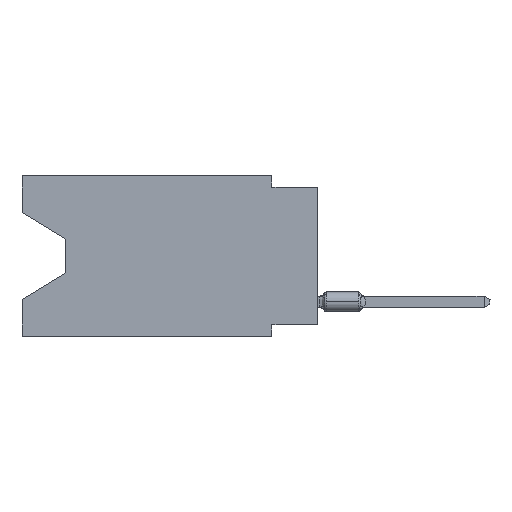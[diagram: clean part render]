
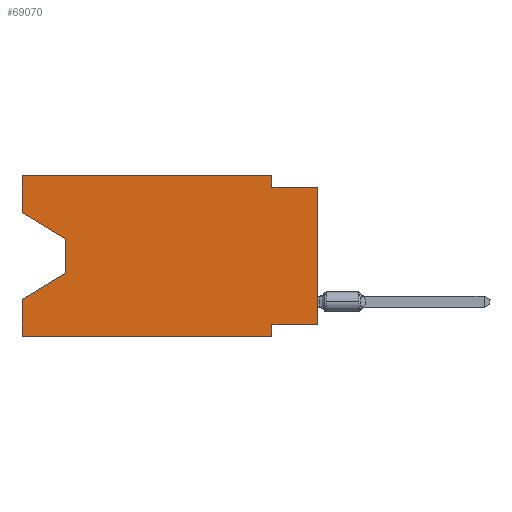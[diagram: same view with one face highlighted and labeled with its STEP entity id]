
A CAD part, left-side view. The second image highlights one B-rep face of the part: STEP entity #69070.
In plain terms, the highlighted planar face has unit normal (-1, 0, 0).
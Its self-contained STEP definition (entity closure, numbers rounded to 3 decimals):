
#733 = CARTESIAN_POINT ( 'NONE',  ( 0., 2.54, 0. ) ) ;
#990 = VERTEX_POINT ( 'NONE', #16333 ) ;
#2555 = CARTESIAN_POINT ( 'NONE',  ( 0., 2.54, -8.89 ) ) ;
#2678 = EDGE_CURVE ( 'NONE', #72080, #71609, #65448, .T. ) ;
#3273 = VECTOR ( 'NONE', #40307, 1000. ) ;
#4226 = VECTOR ( 'NONE', #52350, 1000. ) ;
#4738 = CARTESIAN_POINT ( 'NONE',  ( 0., 16.383, 0. ) ) ;
#5438 = DIRECTION ( 'NONE',  ( 0., 1., 0. ) ) ;
#5651 = VECTOR ( 'NONE', #28959, 1000. ) ;
#6416 = CARTESIAN_POINT ( 'NONE',  ( 0., 16.383, -2.038 ) ) ;
#7382 = EDGE_CURVE ( 'NONE', #59503, #71609, #35070, .T. ) ;
#7789 = CARTESIAN_POINT ( 'NONE',  ( 0., 2.54, -8.255 ) ) ;
#7853 = EDGE_CURVE ( 'NONE', #59491, #12321, #29605, .T. ) ;
#7928 = LINE ( 'NONE', #31189, #37194 ) ;
#8226 = ORIENTED_EDGE ( 'NONE', *, *, #50336, .F. ) ;
#8774 = ORIENTED_EDGE ( 'NONE', *, *, #8858, .T. ) ;
#8858 = EDGE_CURVE ( 'NONE', #47157, #36985, #31969, .T. ) ;
#9705 = DIRECTION ( 'NONE',  ( 1., 0., 0. ) ) ;
#12151 = DIRECTION ( 'NONE',  ( 0., 0., -1. ) ) ;
#12321 = VERTEX_POINT ( 'NONE', #18282 ) ;
#14643 = CARTESIAN_POINT ( 'NONE',  ( 0., 13.97, -5.385 ) ) ;
#15659 = CARTESIAN_POINT ( 'NONE',  ( 0., 16.383, 0. ) ) ;
#15918 = VERTEX_POINT ( 'NONE', #55726 ) ;
#16333 = CARTESIAN_POINT ( 'NONE',  ( 0., 16.383, -2.038 ) ) ;
#16405 = DIRECTION ( 'NONE',  ( 0., 0., 1. ) ) ;
#16854 = DIRECTION ( 'NONE',  ( 0., 0., -1. ) ) ;
#17623 = CARTESIAN_POINT ( 'NONE',  ( 0., 16.383, 0. ) ) ;
#18282 = CARTESIAN_POINT ( 'NONE',  ( 0., 16.383, -6.852 ) ) ;
#18729 = EDGE_CURVE ( 'NONE', #990, #58319, #34784, .T. ) ;
#19976 = ORIENTED_EDGE ( 'NONE', *, *, #61761, .T. ) ;
#20112 = ORIENTED_EDGE ( 'NONE', *, *, #7382, .T. ) ;
#21574 = CARTESIAN_POINT ( 'NONE',  ( 0., 16.383, 0. ) ) ;
#21716 = CARTESIAN_POINT ( 'NONE',  ( 0., 0., -0.635 ) ) ;
#24978 = CARTESIAN_POINT ( 'NONE',  ( 0., 2.54, -8.89 ) ) ;
#25737 = ORIENTED_EDGE ( 'NONE', *, *, #74972, .T. ) ;
#27049 = CARTESIAN_POINT ( 'NONE',  ( 0., 0., -0.635 ) ) ;
#28800 = EDGE_CURVE ( 'NONE', #42421, #36985, #68263, .T. ) ;
#28959 = DIRECTION ( 'NONE',  ( 0., -1., 0. ) ) ;
#29605 = LINE ( 'NONE', #63590, #3273 ) ;
#30095 = EDGE_CURVE ( 'NONE', #48397, #42421, #35059, .T. ) ;
#31175 = VECTOR ( 'NONE', #43434, 1000. ) ;
#31189 = CARTESIAN_POINT ( 'NONE',  ( 0., 16.383, 0. ) ) ;
#31437 = CARTESIAN_POINT ( 'NONE',  ( 0., 16.383, -8.89 ) ) ;
#31969 = LINE ( 'NONE', #55258, #31175 ) ;
#32691 = ORIENTED_EDGE ( 'NONE', *, *, #30095, .F. ) ;
#34784 = LINE ( 'NONE', #17623, #4226 ) ;
#35059 = LINE ( 'NONE', #733, #46313 ) ;
#35070 = LINE ( 'NONE', #46508, #5651 ) ;
#36158 = AXIS2_PLACEMENT_3D ( 'NONE', #4738, #9705, #50519 ) ;
#36861 = ORIENTED_EDGE ( 'NONE', *, *, #28800, .F. ) ;
#36985 = VERTEX_POINT ( 'NONE', #27049 ) ;
#37194 = VECTOR ( 'NONE', #54472, 1000. ) ;
#40307 = DIRECTION ( 'NONE',  ( 0., 0.855, -0.519 ) ) ;
#40445 = CARTESIAN_POINT ( 'NONE',  ( 0., 2.54, -0.635 ) ) ;
#41473 = ORIENTED_EDGE ( 'NONE', *, *, #2678, .F. ) ;
#41790 = DIRECTION ( 'NONE',  ( 0., 0., -1. ) ) ;
#42421 = VERTEX_POINT ( 'NONE', #40445 ) ;
#42621 = VECTOR ( 'NONE', #5438, 1000. ) ;
#42631 = VECTOR ( 'NONE', #41790, 1000. ) ;
#42676 = VECTOR ( 'NONE', #16854, 1000. ) ;
#43434 = DIRECTION ( 'NONE',  ( 0., 0., 1. ) ) ;
#44338 = EDGE_CURVE ( 'NONE', #58319, #48397, #7928, .T. ) ;
#44573 = CARTESIAN_POINT ( 'NONE',  ( 0., 0., -8.255 ) ) ;
#45720 = EDGE_LOOP ( 'NONE', ( #19976, #25737, #58817, #57010, #20112, #41473, #8226, #8774, #36861, #32691, #47789, #47773 ) ) ;
#45926 = PLANE ( 'NONE',  #36158 ) ;
#46105 = DIRECTION ( 'NONE',  ( 0., -1., 0. ) ) ;
#46201 = VECTOR ( 'NONE', #46105, 1000. ) ;
#46313 = VECTOR ( 'NONE', #12151, 1000. ) ;
#46508 = CARTESIAN_POINT ( 'NONE',  ( 0., 16.383, -8.89 ) ) ;
#47002 = LINE ( 'NONE', #52362, #42621 ) ;
#47157 = VERTEX_POINT ( 'NONE', #44573 ) ;
#47773 = ORIENTED_EDGE ( 'NONE', *, *, #18729, .F. ) ;
#47789 = ORIENTED_EDGE ( 'NONE', *, *, #44338, .F. ) ;
#48397 = VERTEX_POINT ( 'NONE', #58300 ) ;
#48585 = LINE ( 'NONE', #71857, #42676 ) ;
#50336 = EDGE_CURVE ( 'NONE', #47157, #72080, #47002, .T. ) ;
#50472 = VECTOR ( 'NONE', #70498, 1000. ) ;
#50519 = DIRECTION ( 'NONE',  ( 0., 0., -1. ) ) ;
#50746 = LINE ( 'NONE', #15659, #61760 ) ;
#51816 = LINE ( 'NONE', #6416, #50472 ) ;
#52350 = DIRECTION ( 'NONE',  ( 0., 0., 1. ) ) ;
#52362 = CARTESIAN_POINT ( 'NONE',  ( 0., 0., -8.255 ) ) ;
#54472 = DIRECTION ( 'NONE',  ( 0., -1., 0. ) ) ;
#54753 = EDGE_CURVE ( 'NONE', #59503, #12321, #50746, .T. ) ;
#55258 = CARTESIAN_POINT ( 'NONE',  ( 0., 0., 0. ) ) ;
#55726 = CARTESIAN_POINT ( 'NONE',  ( 0., 13.97, -3.505 ) ) ;
#56252 = FACE_OUTER_BOUND ( 'NONE', #45720, .T. ) ;
#57010 = ORIENTED_EDGE ( 'NONE', *, *, #54753, .F. ) ;
#58300 = CARTESIAN_POINT ( 'NONE',  ( 0., 2.54, 0. ) ) ;
#58319 = VERTEX_POINT ( 'NONE', #21574 ) ;
#58817 = ORIENTED_EDGE ( 'NONE', *, *, #7853, .T. ) ;
#59491 = VERTEX_POINT ( 'NONE', #14643 ) ;
#59503 = VERTEX_POINT ( 'NONE', #31437 ) ;
#61760 = VECTOR ( 'NONE', #16405, 1000. ) ;
#61761 = EDGE_CURVE ( 'NONE', #990, #15918, #51816, .T. ) ;
#63590 = CARTESIAN_POINT ( 'NONE',  ( 0., 13.97, -5.385 ) ) ;
#65448 = LINE ( 'NONE', #24978, #42631 ) ;
#68263 = LINE ( 'NONE', #21716, #46201 ) ;
#69070 = ADVANCED_FACE ( 'NONE', ( #56252 ), #45926, .F. ) ;
#70498 = DIRECTION ( 'NONE',  ( 0., -0.855, -0.519 ) ) ;
#71609 = VERTEX_POINT ( 'NONE', #2555 ) ;
#71857 = CARTESIAN_POINT ( 'NONE',  ( 0., 13.97, -3.505 ) ) ;
#72080 = VERTEX_POINT ( 'NONE', #7789 ) ;
#74972 = EDGE_CURVE ( 'NONE', #15918, #59491, #48585, .T. ) ;
